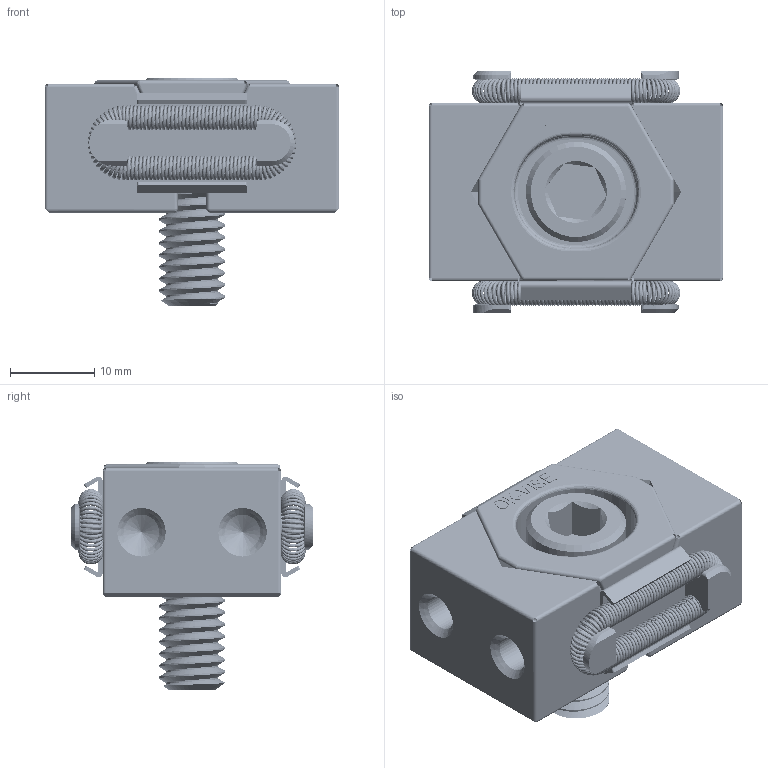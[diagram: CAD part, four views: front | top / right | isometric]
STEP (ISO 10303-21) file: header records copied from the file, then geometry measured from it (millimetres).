
FILE_DESCRIPTION (( 'STEP AP214' ), '1' );
FILE_NAME ('47112.STEP', '2017-03-16T15:37:03', ( 'Mike W' ), ( '' ), 'SwSTEP 2.0', 'SolidWorks 2017', '' );
FILE_SCHEMA (( 'AUTOMOTIVE_DESIGN' ));
Length unit declared in the file: inch
Products named in the file (8): 47125_47125; MiteeBite-BK2-VT-T_B-Spring_p_S_d_S_dty; MiteeBite-BK2-VT-T_B-Spring_p_S_d_S_dty+suora; 5161834-SHCS_5161834; 47127_47127; BK2-VT-T_Jaw_BK2-VT-T_Jaw; 47124_47124; 47112
Assembly tree (10 placements, depth 3):
  47112
    47124_47124
    BK2-VT-T_Jaw_BK2-VT-T_Jaw  x2
    47127_47127  x2
    5161834-SHCS_5161834
    47125_47125  x2
      MiteeBite-BK2-VT-T_B-Spring_p_S_d_S_dty+suora
      MiteeBite-BK2-VT-T_B-Spring_p_S_d_S_dty
Bounding box: 35 x 28.8 x 26.99 mm (x, y, z)
Volume: 10874.1 mm3; surface area: 9760.9 mm2
Topology: 10 solids, 10 shells, 1804 faces, 6408 edges, 3649 vertices
Faces by surface type: bspline 1320, plane 260, cylinder 193, cone 31
Entity records: 60940 total; most frequent: CARTESIAN_POINT 26506, ORIENTED_EDGE 6408, DIRECTION 5001, EDGE_CURVE 3204, AXIS2_PLACEMENT_3D 2137, VERTEX_POINT 2086, CIRCLE 1740, EDGE_LOOP 1070
